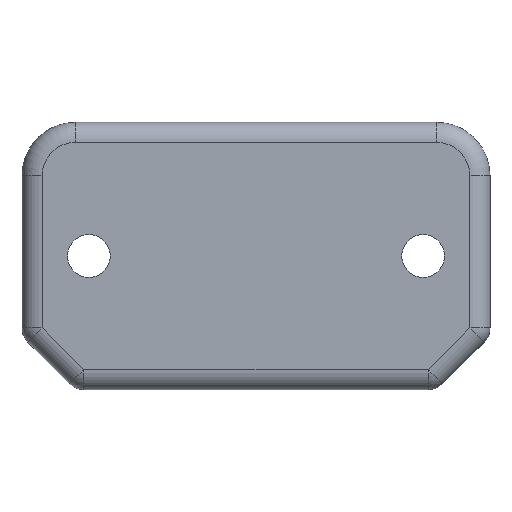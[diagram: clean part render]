
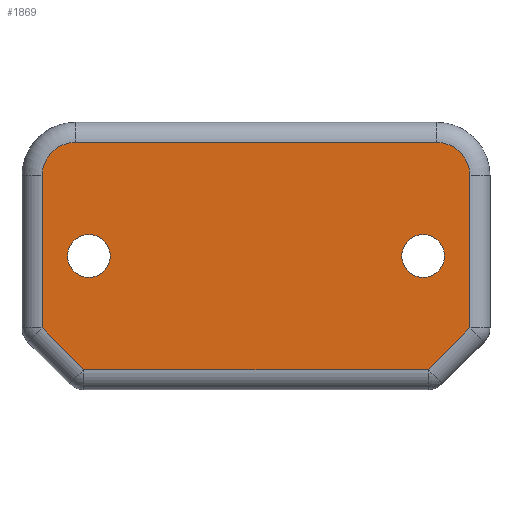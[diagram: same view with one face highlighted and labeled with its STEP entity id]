
A CAD part, front view. The second image highlights one B-rep face of the part: STEP entity #1869.
In plain terms, the highlighted planar face has unit normal (0, -1, 0).
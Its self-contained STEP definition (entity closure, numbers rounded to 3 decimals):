
#34 = EDGE_CURVE ( 'NONE', #504, #2432, #2529, .T. ) ;
#35 = CARTESIAN_POINT ( 'NONE',  ( 1.5, 0., -15.379 ) ) ;
#49 = ORIENTED_EDGE ( 'NONE', *, *, #2232, .T. ) ;
#50 = DIRECTION ( 'NONE',  ( 0.707, 0., -0.707 ) ) ;
#59 = EDGE_CURVE ( 'NONE', #2432, #504, #269, .T. ) ;
#60 = VECTOR ( 'NONE', #2267, 1000. ) ;
#116 = ORIENTED_EDGE ( 'NONE', *, *, #2326, .T. ) ;
#122 = EDGE_LOOP ( 'NONE', ( #1352, #1243, #116, #908, #2535, #915, #49, #134 ) ) ;
#124 = DIRECTION ( 'NONE',  ( 0., 0., -1. ) ) ;
#134 = ORIENTED_EDGE ( 'NONE', *, *, #1918, .T. ) ;
#141 = AXIS2_PLACEMENT_3D ( 'NONE', #1058, #657, #670 ) ;
#187 = DIRECTION ( 'NONE',  ( 1., 0., 0. ) ) ;
#233 = FACE_BOUND ( 'NONE', #1483, .T. ) ;
#239 = AXIS2_PLACEMENT_3D ( 'NONE', #760, #2352, #2545 ) ;
#247 = CARTESIAN_POINT ( 'NONE',  ( 5., 0., -10. ) ) ;
#269 = CIRCLE ( 'NONE', #2396, 1.6 ) ;
#281 = VERTEX_POINT ( 'NONE', #1760 ) ;
#313 = CIRCLE ( 'NONE', #2159, 1.6 ) ;
#328 = CARTESIAN_POINT ( 'NONE',  ( 4., 0., -1.5 ) ) ;
#354 = CARTESIAN_POINT ( 'NONE',  ( 4., 0., -4. ) ) ;
#383 = VECTOR ( 'NONE', #459, 1000. ) ;
#388 = LINE ( 'NONE', #2332, #1790 ) ;
#399 = ORIENTED_EDGE ( 'NONE', *, *, #34, .T. ) ;
#405 = CARTESIAN_POINT ( 'NONE',  ( 31., 0., -1.5 ) ) ;
#410 = CARTESIAN_POINT ( 'NONE',  ( 1.5, 0., -4. ) ) ;
#442 = PLANE ( 'NONE',  #628 ) ;
#452 = ORIENTED_EDGE ( 'NONE', *, *, #979, .T. ) ;
#459 = DIRECTION ( 'NONE',  ( 0., 0., -1. ) ) ;
#481 = ORIENTED_EDGE ( 'NONE', *, *, #1840, .T. ) ;
#504 = VERTEX_POINT ( 'NONE', #919 ) ;
#510 = LINE ( 'NONE', #2118, #1047 ) ;
#518 = EDGE_CURVE ( 'NONE', #849, #1722, #510, .T. ) ;
#544 = DIRECTION ( 'NONE',  ( 0., -1., 0. ) ) ;
#628 = AXIS2_PLACEMENT_3D ( 'NONE', #1803, #1220, #1574 ) ;
#645 = CARTESIAN_POINT ( 'NONE',  ( 33.5, 0., -4. ) ) ;
#657 = DIRECTION ( 'NONE',  ( 0., 1., 0. ) ) ;
#670 = DIRECTION ( 'NONE',  ( 0., 0., 1. ) ) ;
#675 = CARTESIAN_POINT ( 'NONE',  ( 33.5, 0., -15.379 ) ) ;
#750 = CARTESIAN_POINT ( 'NONE',  ( 30.379, 0., -18.5 ) ) ;
#755 = AXIS2_PLACEMENT_3D ( 'NONE', #354, #544, #124 ) ;
#756 = EDGE_CURVE ( 'NONE', #1722, #1489, #918, .T. ) ;
#760 = CARTESIAN_POINT ( 'NONE',  ( 31., 0., -4. ) ) ;
#770 = CARTESIAN_POINT ( 'NONE',  ( 30., 0., -10. ) ) ;
#801 = DIRECTION ( 'NONE',  ( 0., 0., 1. ) ) ;
#833 = EDGE_LOOP ( 'NONE', ( #399, #1118 ) ) ;
#849 = VERTEX_POINT ( 'NONE', #405 ) ;
#896 = EDGE_CURVE ( 'NONE', #281, #849, #1171, .T. ) ;
#903 = CIRCLE ( 'NONE', #1154, 1.6 ) ;
#908 = ORIENTED_EDGE ( 'NONE', *, *, #896, .T. ) ;
#909 = DIRECTION ( 'NONE',  ( 0., 1., 0. ) ) ;
#915 = ORIENTED_EDGE ( 'NONE', *, *, #756, .T. ) ;
#918 = CIRCLE ( 'NONE', #755, 2.5 ) ;
#919 = CARTESIAN_POINT ( 'NONE',  ( 30., 0., -8.4 ) ) ;
#979 = EDGE_CURVE ( 'NONE', #1861, #1988, #313, .T. ) ;
#987 = FACE_OUTER_BOUND ( 'NONE', #122, .T. ) ;
#1047 = VECTOR ( 'NONE', #2524, 1000. ) ;
#1049 = CARTESIAN_POINT ( 'NONE',  ( 5., 0., -8.4 ) ) ;
#1058 = CARTESIAN_POINT ( 'NONE',  ( 30., 0., -10. ) ) ;
#1093 = CARTESIAN_POINT ( 'NONE',  ( 30., 0., -11.6 ) ) ;
#1105 = VECTOR ( 'NONE', #50, 1000. ) ;
#1118 = ORIENTED_EDGE ( 'NONE', *, *, #59, .T. ) ;
#1154 = AXIS2_PLACEMENT_3D ( 'NONE', #2155, #1764, #801 ) ;
#1160 = VECTOR ( 'NONE', #1420, 1000. ) ;
#1171 = CIRCLE ( 'NONE', #239, 2.5 ) ;
#1220 = DIRECTION ( 'NONE',  ( 0., -1., 0. ) ) ;
#1224 = LINE ( 'NONE', #2012, #60 ) ;
#1226 = DIRECTION ( 'NONE',  ( 0., 0., 1. ) ) ;
#1243 = ORIENTED_EDGE ( 'NONE', *, *, #2338, .T. ) ;
#1294 = EDGE_CURVE ( 'NONE', #1828, #2078, #388, .T. ) ;
#1352 = ORIENTED_EDGE ( 'NONE', *, *, #1294, .T. ) ;
#1420 = DIRECTION ( 'NONE',  ( 0., 0., 1. ) ) ;
#1483 = EDGE_LOOP ( 'NONE', ( #481, #452 ) ) ;
#1489 = VERTEX_POINT ( 'NONE', #410 ) ;
#1574 = DIRECTION ( 'NONE',  ( 0., 0., -1. ) ) ;
#1588 = VERTEX_POINT ( 'NONE', #675 ) ;
#1616 = LINE ( 'NONE', #645, #1160 ) ;
#1655 = DIRECTION ( 'NONE',  ( 0., 1., 0. ) ) ;
#1722 = VERTEX_POINT ( 'NONE', #328 ) ;
#1760 = CARTESIAN_POINT ( 'NONE',  ( 33.5, 0., -4. ) ) ;
#1764 = DIRECTION ( 'NONE',  ( 0., 1., 0. ) ) ;
#1778 = LINE ( 'NONE', #2195, #1105 ) ;
#1790 = VECTOR ( 'NONE', #187, 1000. ) ;
#1803 = CARTESIAN_POINT ( 'NONE',  ( 0., 0., 0. ) ) ;
#1828 = VERTEX_POINT ( 'NONE', #2378 ) ;
#1840 = EDGE_CURVE ( 'NONE', #1988, #1861, #903, .T. ) ;
#1861 = VERTEX_POINT ( 'NONE', #1999 ) ;
#1869 = ADVANCED_FACE ( 'NONE', ( #987, #2206, #233 ), #442, .T. ) ;
#1918 = EDGE_CURVE ( 'NONE', #2288, #1828, #1778, .T. ) ;
#1988 = VERTEX_POINT ( 'NONE', #1049 ) ;
#1999 = CARTESIAN_POINT ( 'NONE',  ( 5., 0., -11.6 ) ) ;
#2012 = CARTESIAN_POINT ( 'NONE',  ( 24.439, 0., -24.439 ) ) ;
#2078 = VERTEX_POINT ( 'NONE', #750 ) ;
#2118 = CARTESIAN_POINT ( 'NONE',  ( 4., 0., -1.5 ) ) ;
#2121 = DIRECTION ( 'NONE',  ( 0., 0., 1. ) ) ;
#2155 = CARTESIAN_POINT ( 'NONE',  ( 5., 0., -10. ) ) ;
#2159 = AXIS2_PLACEMENT_3D ( 'NONE', #247, #1655, #1226 ) ;
#2188 = LINE ( 'NONE', #2373, #383 ) ;
#2195 = CARTESIAN_POINT ( 'NONE',  ( -6.939, 0., -6.939 ) ) ;
#2206 = FACE_BOUND ( 'NONE', #833, .T. ) ;
#2232 = EDGE_CURVE ( 'NONE', #1489, #2288, #2188, .T. ) ;
#2267 = DIRECTION ( 'NONE',  ( 0.707, 0., 0.707 ) ) ;
#2288 = VERTEX_POINT ( 'NONE', #35 ) ;
#2326 = EDGE_CURVE ( 'NONE', #1588, #281, #1616, .T. ) ;
#2332 = CARTESIAN_POINT ( 'NONE',  ( 31., 0., -18.5 ) ) ;
#2338 = EDGE_CURVE ( 'NONE', #2078, #1588, #1224, .T. ) ;
#2352 = DIRECTION ( 'NONE',  ( 0., -1., 0. ) ) ;
#2373 = CARTESIAN_POINT ( 'NONE',  ( 1.5, 0., -16. ) ) ;
#2378 = CARTESIAN_POINT ( 'NONE',  ( 4.621, 0., -18.5 ) ) ;
#2396 = AXIS2_PLACEMENT_3D ( 'NONE', #770, #909, #2121 ) ;
#2432 = VERTEX_POINT ( 'NONE', #1093 ) ;
#2524 = DIRECTION ( 'NONE',  ( -1., 0., 0. ) ) ;
#2529 = CIRCLE ( 'NONE', #141, 1.6 ) ;
#2535 = ORIENTED_EDGE ( 'NONE', *, *, #518, .T. ) ;
#2545 = DIRECTION ( 'NONE',  ( 0., 0., -1. ) ) ;
